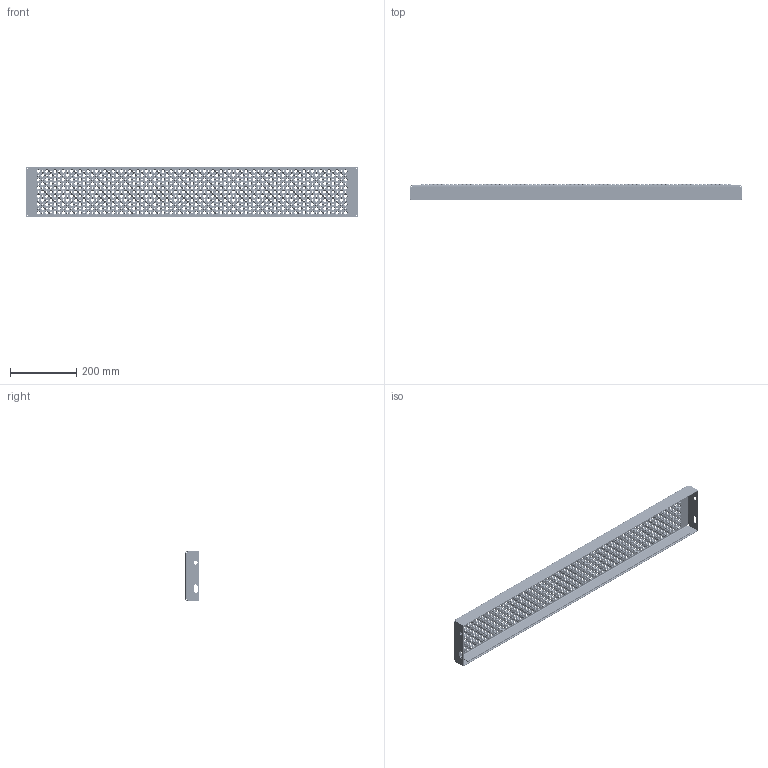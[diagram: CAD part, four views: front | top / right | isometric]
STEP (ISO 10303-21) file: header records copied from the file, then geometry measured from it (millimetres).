
FILE_DESCRIPTION (( 'STEP AP203' ), '1' );
FILE_NAME ('21022_PcP RUSTFRI TRIN_O2_150x1000X45mm_M_OPTRÆK_.STEP', '2014-02-17T13:52:35', ( '' ), ( '' ), 'SwSTEP 2.0', 'SolidWorks 2013', '' );
FILE_SCHEMA (( 'CONFIG_CONTROL_DESIGN' ));
Products named in the file (3): PANEL TYPE_O2_150x1000X45mm_M_OPTRÆK; FLADSTÅL 30x3x950; 21022_PcP RUSTFRI TRIN_O2_150x1000X45mm_M_OPTRÆK_
Assembly tree (3 placements, depth 2):
  21022_PcP RUSTFRI TRIN_O2_150x1000X45mm_M_OPTRÆK_
    PANEL TYPE_O2_150x1000X45mm_M_OPTRÆK
    FLADSTÅL 30x3x950  x2
Bounding box: 1000 x 45 x 150 mm (x, y, z)
Volume: 650166.6 mm3; surface area: 634912.1 mm2
Topology: 3 solids, 3 shells, 5849 faces, 13372 edges, 8354 vertices
Faces by surface type: cone 3300, cylinder 1678, plane 863, bspline 8
Entity records: 171065 total; most frequent: DIRECTION 33300, CARTESIAN_POINT 28147, ORIENTED_EDGE 26720, AXIS2_PLACEMENT_3D 14131, EDGE_CURVE 13360, VERTEX_POINT 8346, EDGE_LOOP 8326, CIRCLE 8290
